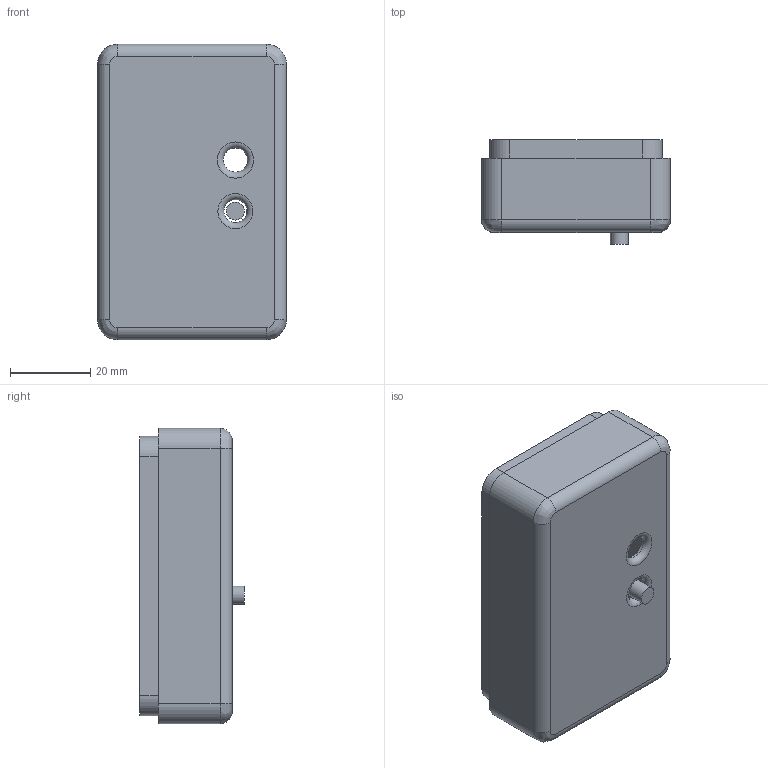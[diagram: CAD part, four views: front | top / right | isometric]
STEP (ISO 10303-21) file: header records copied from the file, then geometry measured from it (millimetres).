
FILE_DESCRIPTION(/* description */ (''),/* implementation_level */ '2;1');
FILE_NAME(/* name */ 'Top Housing.step',/* time_stamp */ '2018-12-14T13:15:28-05:00',/* author */ ('rmcohen100'),/* organization */ (''),/* preprocessor_version */ 'ST-DEVELOPER v17.2',/* originating_system */ 'Autodesk Translation Framework v7.6.0.251',/* authorisation */ '');
FILE_SCHEMA (('AUTOMOTIVE_DESIGN { 1 0 10303 214 3 1 1 }'));
Length unit declared in the file: millimetre
Products named in the file (1): Top Housing
Bounding box: 47 x 26 x 73.5 mm (x, y, z)
Volume: 21359.5 mm3; surface area: 17547.1 mm2
Topology: 2 solids, 2 shells, 51 faces, 125 edges, 84 vertices
Faces by surface type: plane 22, cylinder 19, cone 4, bspline 4, torus 2
Full cylindrical faces by diameter (mm): 4.5 x1, 5.75 x1, 6 x1
Entity records: 1586 total; most frequent: CARTESIAN_POINT 293, DIRECTION 287, ORIENTED_EDGE 250, EDGE_CURVE 125, AXIS2_PLACEMENT_3D 114, VERTEX_POINT 84, CIRCLE 66, EDGE_LOOP 61
